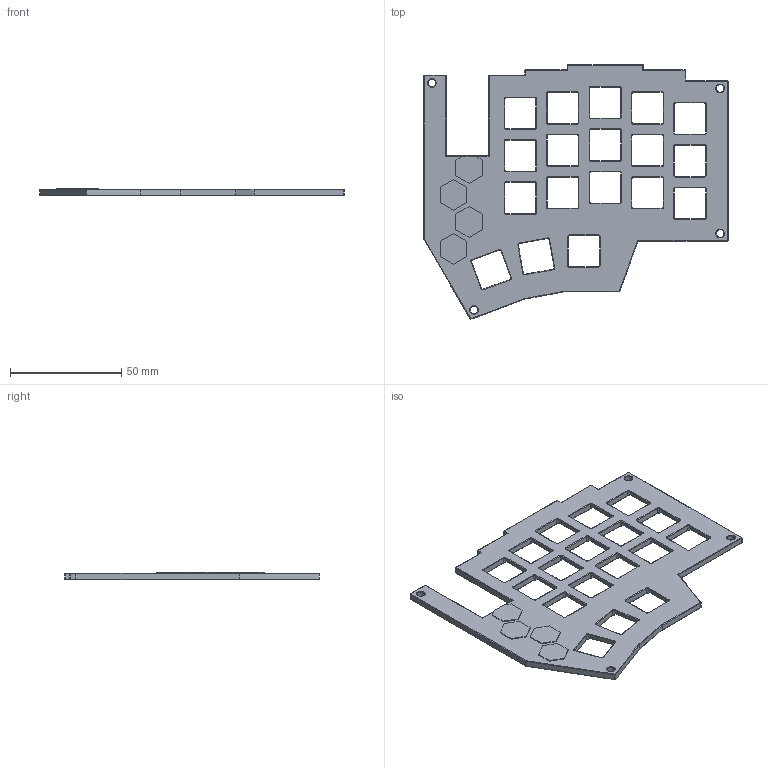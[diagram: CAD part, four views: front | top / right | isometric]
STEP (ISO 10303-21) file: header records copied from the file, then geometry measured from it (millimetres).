
FILE_DESCRIPTION(/* description */ (''),/* implementation_level */ '2;1');
FILE_NAME(/* name */ 'Right Plate.step',/* time_stamp */ '2025-06-23T20:39:36-06:00',/* author */ (''),/* organization */ (''),/* preprocessor_version */ 'ST-DEVELOPER v20.1',/* originating_system */ 'Autodesk Translation Framework v14.10.0.0',/* authorisation */ '');
FILE_SCHEMA (('AUTOMOTIVE_DESIGN { 1 0 10303 214 3 1 1 }'));
Length unit declared in the file: millimetre
Products named in the file (1): FusionComponent
Bounding box: 136.54 x 114.43 x 3.4 mm (x, y, z)
Volume: 24328.5 mm3; surface area: 21256.7 mm2
Topology: 1 solids, 1 shells, 796 faces, 1843 edges, 1046 vertices
Faces by surface type: cylinder 348, plane 268, torus 152, sphere 22, bspline 6
Full cylindrical faces by diameter (mm): 3.4 x4
Entity records: 23080 total; most frequent: CARTESIAN_POINT 4724, DIRECTION 4049, ORIENTED_EDGE 3674, EDGE_CURVE 1837, AXIS2_PLACEMENT_3D 1493, LINE 1063, VECTOR 1063, VERTEX_POINT 1046
